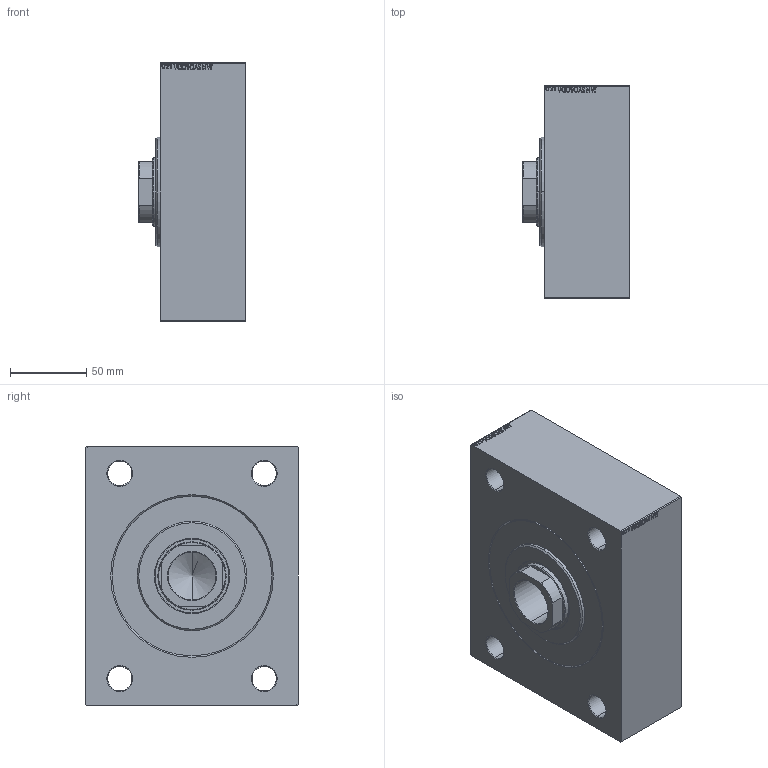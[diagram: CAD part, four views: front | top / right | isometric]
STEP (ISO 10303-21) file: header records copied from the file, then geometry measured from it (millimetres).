
FILE_DESCRIPTION (( 'STEP AP203' ), '1' );
FILE_NAME ('53fa.STEP', '2021-11-02T04:30:10', ( '' ), ( '' ), 'SwSTEP 2.0', 'SolidWorks 2019', '' );
FILE_SCHEMA (( 'CONFIG_CONTROL_DESIGN' ));
Length unit declared in the file: millimetre
Products named in the file (4): 53fa; V450CM_VC_B d44b7066c7e0af8a730db95da79b7368; V450CM_B d44b7066c7e0af8a730db95da79b7368; V450CM_B_VCP d44b7066c7e0af8a730db95da79b7368
Assembly tree (3 placements, depth 2):
  53fa
    V450CM_B d44b7066c7e0af8a730db95da79b7368
    V450CM_B_VCP d44b7066c7e0af8a730db95da79b7368
    V450CM_VC_B d44b7066c7e0af8a730db95da79b7368
Bounding box: 70 x 140 x 170 mm (x, y, z)
Volume: 1218781.3 mm3; surface area: 165462 mm2
Topology: 3 solids, 3 shells, 851 faces, 2183 edges, 1443 vertices
Faces by surface type: plane 402, bspline 380, cylinder 39, cone 30
Entity records: 43559 total; most frequent: CARTESIAN_POINT 24981, ORIENTED_EDGE 4362, DIRECTION 2477, EDGE_CURVE 2181, VERTEX_POINT 1443, VECTOR 1303, LINE 1303, EDGE_LOOP 968
